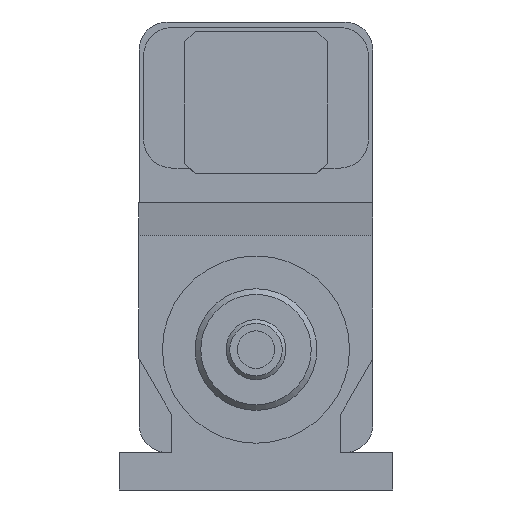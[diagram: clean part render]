
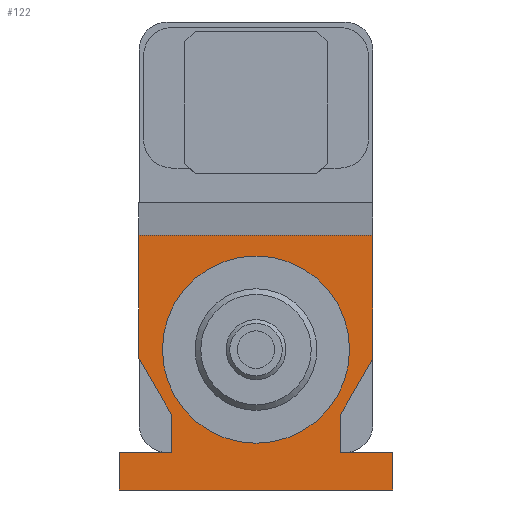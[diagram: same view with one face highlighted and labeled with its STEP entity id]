
A CAD part, left-side view. The second image highlights one B-rep face of the part: STEP entity #122.
In plain terms, the highlighted planar face has unit normal (-1, 0, 0).
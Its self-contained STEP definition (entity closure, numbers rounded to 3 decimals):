
#122 = ADVANCED_FACE( '', ( #252, #253 ), #254, .F. );
#252 = FACE_OUTER_BOUND( '', #423, .T. );
#253 = FACE_BOUND( '', #424, .T. );
#254 = PLANE( '', #425 );
#423 = EDGE_LOOP( '', ( #902, #903, #904, #905, #906, #907, #908, #909, #910, #911, #912, #913 ) );
#424 = EDGE_LOOP( '', ( #914 ) );
#425 = AXIS2_PLACEMENT_3D( '', #915, #916, #917 );
#902 = ORIENTED_EDGE( '', *, *, #1243, .T. );
#903 = ORIENTED_EDGE( '', *, *, #1222, .F. );
#904 = ORIENTED_EDGE( '', *, *, #1250, .F. );
#905 = ORIENTED_EDGE( '', *, *, #1191, .T. );
#906 = ORIENTED_EDGE( '', *, *, #1189, .T. );
#907 = ORIENTED_EDGE( '', *, *, #1209, .T. );
#908 = ORIENTED_EDGE( '', *, *, #1207, .T. );
#909 = ORIENTED_EDGE( '', *, *, #1205, .T. );
#910 = ORIENTED_EDGE( '', *, *, #1202, .T. );
#911 = ORIENTED_EDGE( '', *, *, #1199, .T. );
#912 = ORIENTED_EDGE( '', *, *, #1263, .F. );
#913 = ORIENTED_EDGE( '', *, *, #1266, .T. );
#914 = ORIENTED_EDGE( '', *, *, #1267, .T. );
#915 = CARTESIAN_POINT( '', ( 0., 73., 20. ) );
#916 = DIRECTION( '', ( 1., 0., 0. ) );
#917 = DIRECTION( '', ( 0., 0., -1. ) );
#1189 = EDGE_CURVE( '', #1445, #1443, #1446, .T. );
#1191 = EDGE_CURVE( '', #1448, #1445, #1449, .T. );
#1199 = EDGE_CURVE( '', #1462, #1460, #1463, .T. );
#1202 = EDGE_CURVE( '', #1467, #1462, #1468, .T. );
#1205 = EDGE_CURVE( '', #1471, #1467, #1472, .T. );
#1207 = EDGE_CURVE( '', #1474, #1471, #1475, .T. );
#1209 = EDGE_CURVE( '', #1443, #1474, #1477, .T. );
#1222 = EDGE_CURVE( '', #1498, #1496, #1500, .T. );
#1243 = EDGE_CURVE( '', #1536, #1496, #1537, .T. );
#1250 = EDGE_CURVE( '', #1448, #1498, #1548, .T. );
#1263 = EDGE_CURVE( '', #1569, #1460, #1571, .T. );
#1266 = EDGE_CURVE( '', #1569, #1536, #1574, .T. );
#1267 = EDGE_CURVE( '', #1575, #1575, #1576, .F. );
#1443 = VERTEX_POINT( '', #1825 );
#1445 = VERTEX_POINT( '', #1828 );
#1446 = LINE( '', #1829, #1830 );
#1448 = VERTEX_POINT( '', #1833 );
#1449 = LINE( '', #1834, #1835 );
#1460 = VERTEX_POINT( '', #1852 );
#1462 = VERTEX_POINT( '', #1855 );
#1463 = LINE( '', #1856, #1857 );
#1467 = VERTEX_POINT( '', #1863 );
#1468 = LINE( '', #1864, #1865 );
#1471 = VERTEX_POINT( '', #1870 );
#1472 = LINE( '', #1871, #1872 );
#1474 = VERTEX_POINT( '', #1875 );
#1475 = LINE( '', #1876, #1877 );
#1477 = LINE( '', #1880, #1881 );
#1496 = VERTEX_POINT( '', #1908 );
#1498 = VERTEX_POINT( '', #1911 );
#1500 = LINE( '', #1914, #1915 );
#1536 = VERTEX_POINT( '', #1968 );
#1537 = LINE( '', #1969, #1970 );
#1548 = LINE( '', #1986, #1987 );
#1569 = VERTEX_POINT( '', #2017 );
#1571 = LINE( '', #2020, #2021 );
#1574 = LINE( '', #2026, #2027 );
#1575 = VERTEX_POINT( '', #2028 );
#1576 = CIRCLE( '', #2029, 50. );
#1825 = CARTESIAN_POINT( '', ( 0., -62.5, 70.3 ) );
#1828 = CARTESIAN_POINT( '', ( 0., -45., 40. ) );
#1829 = CARTESIAN_POINT( '', ( 0., -62.5, 70.3 ) );
#1830 = VECTOR( '', #2205, 1000. );
#1833 = CARTESIAN_POINT( '', ( 0., -45., 20. ) );
#1834 = CARTESIAN_POINT( '', ( 0., -45., 40. ) );
#1835 = VECTOR( '', #2207, 1000. );
#1852 = CARTESIAN_POINT( '', ( 0., 45., 20. ) );
#1855 = CARTESIAN_POINT( '', ( 0., 45., 40. ) );
#1856 = CARTESIAN_POINT( '', ( 0., 45., 40. ) );
#1857 = VECTOR( '', #2215, 1000. );
#1863 = CARTESIAN_POINT( '', ( 0., 62.5, 70.3 ) );
#1864 = CARTESIAN_POINT( '', ( 0., 62.5, 70.3 ) );
#1865 = VECTOR( '', #2218, 1000. );
#1870 = CARTESIAN_POINT( '', ( 0., 62.5, 136. ) );
#1871 = CARTESIAN_POINT( '', ( 0., 62.5, 136. ) );
#1872 = VECTOR( '', #2221, 1000. );
#1875 = CARTESIAN_POINT( '', ( 0., -62.5, 136. ) );
#1876 = CARTESIAN_POINT( '', ( 0., -62.5, 136. ) );
#1877 = VECTOR( '', #2223, 1000. );
#1880 = CARTESIAN_POINT( '', ( 0., -62.5, 70.3 ) );
#1881 = VECTOR( '', #2225, 1000. );
#1908 = CARTESIAN_POINT( '', ( 0., -73., 0. ) );
#1911 = CARTESIAN_POINT( '', ( 0., -73., 20. ) );
#1914 = CARTESIAN_POINT( '', ( 0., -73., 20. ) );
#1915 = VECTOR( '', #2242, 1000. );
#1968 = CARTESIAN_POINT( '', ( 0., 73., 0. ) );
#1969 = CARTESIAN_POINT( '', ( 0., 73., 0. ) );
#1970 = VECTOR( '', #2269, 1000. );
#1986 = CARTESIAN_POINT( '', ( 0., 73., 20. ) );
#1987 = VECTOR( '', #2278, 1000. );
#2017 = CARTESIAN_POINT( '', ( 0., 73., 20. ) );
#2020 = CARTESIAN_POINT( '', ( 0., 73., 20. ) );
#2021 = VECTOR( '', #2295, 1000. );
#2026 = CARTESIAN_POINT( '', ( 0., 73., 20. ) );
#2027 = VECTOR( '', #2298, 1000. );
#2028 = CARTESIAN_POINT( '', ( 0., -50., 75. ) );
#2029 = AXIS2_PLACEMENT_3D( '', #2299, #2300, #2301 );
#2205 = DIRECTION( '', ( 0., -0.5, 0.866 ) );
#2207 = DIRECTION( '', ( 0., 0., 1. ) );
#2215 = DIRECTION( '', ( 0., 0., -1. ) );
#2218 = DIRECTION( '', ( 0., -0.5, -0.866 ) );
#2221 = DIRECTION( '', ( 0., 0., -1. ) );
#2223 = DIRECTION( '', ( 0., 1., 0. ) );
#2225 = DIRECTION( '', ( 0., 0., 1. ) );
#2242 = DIRECTION( '', ( 0., 0., -1. ) );
#2269 = DIRECTION( '', ( 0., -1., 0. ) );
#2278 = DIRECTION( '', ( 0., -1., 0. ) );
#2295 = DIRECTION( '', ( 0., -1., 0. ) );
#2298 = DIRECTION( '', ( 0., 0., -1. ) );
#2299 = CARTESIAN_POINT( '', ( 0., 0., 75. ) );
#2300 = DIRECTION( '', ( -1., 0., 0. ) );
#2301 = DIRECTION( '', ( 0., -1., 0. ) );
